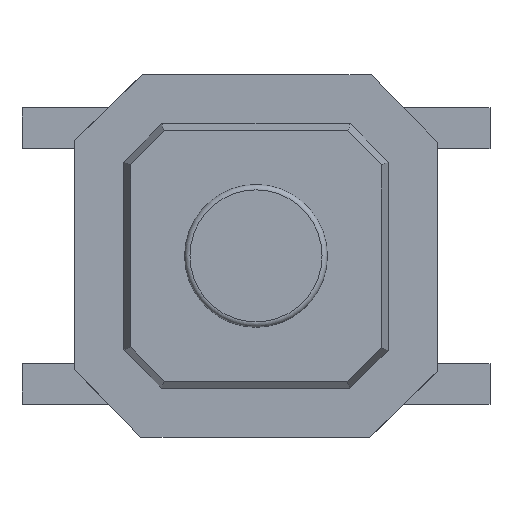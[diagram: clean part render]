
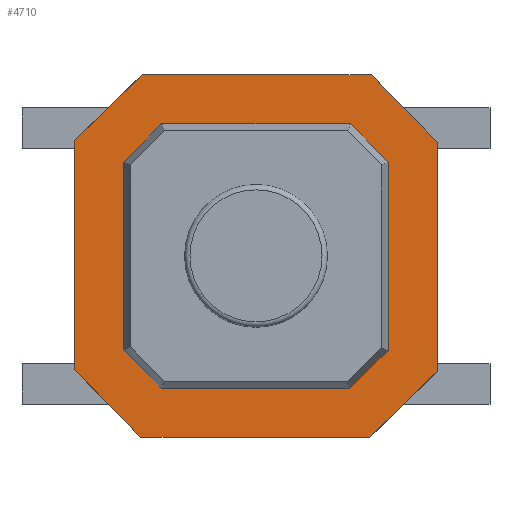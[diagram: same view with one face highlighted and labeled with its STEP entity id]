
A CAD part, top view. The second image highlights one B-rep face of the part: STEP entity #4710.
In plain terms, the highlighted planar face has unit normal (0, 0, 1).
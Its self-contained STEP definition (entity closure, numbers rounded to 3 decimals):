
#396=ORIENTED_EDGE('',*,*,#1370,.T.);
#397=ORIENTED_EDGE('',*,*,#1371,.T.);
#398=ORIENTED_EDGE('',*,*,#1372,.T.);
#399=ORIENTED_EDGE('',*,*,#1373,.T.);
#400=ORIENTED_EDGE('',*,*,#1374,.T.);
#401=ORIENTED_EDGE('',*,*,#1375,.T.);
#402=ORIENTED_EDGE('',*,*,#1376,.T.);
#403=ORIENTED_EDGE('',*,*,#1377,.T.);
#404=ORIENTED_EDGE('',*,*,#1351,.F.);
#405=ORIENTED_EDGE('',*,*,#1360,.F.);
#406=ORIENTED_EDGE('',*,*,#1369,.F.);
#407=ORIENTED_EDGE('',*,*,#1341,.F.);
#408=ORIENTED_EDGE('',*,*,#1337,.F.);
#409=ORIENTED_EDGE('',*,*,#1347,.F.);
#410=ORIENTED_EDGE('',*,*,#1367,.F.);
#411=ORIENTED_EDGE('',*,*,#1364,.F.);
#1337=EDGE_CURVE('',#1828,#1821,#2159,.T.);
#1341=EDGE_CURVE('',#1821,#1832,#2163,.T.);
#1347=EDGE_CURVE('',#1836,#1828,#2169,.T.);
#1351=EDGE_CURVE('',#1840,#1841,#2173,.T.);
#1360=EDGE_CURVE('',#1848,#1840,#2182,.T.);
#1364=EDGE_CURVE('',#1841,#1852,#2186,.T.);
#1367=EDGE_CURVE('',#1852,#1836,#2189,.T.);
#1369=EDGE_CURVE('',#1832,#1848,#2191,.T.);
#1370=EDGE_CURVE('',#1853,#1854,#2192,.T.);
#1371=EDGE_CURVE('',#1854,#1855,#2193,.T.);
#1372=EDGE_CURVE('',#1855,#1856,#2194,.T.);
#1373=EDGE_CURVE('',#1856,#1857,#2195,.T.);
#1374=EDGE_CURVE('',#1857,#1858,#2196,.T.);
#1375=EDGE_CURVE('',#1858,#1859,#2197,.T.);
#1376=EDGE_CURVE('',#1859,#1860,#2198,.T.);
#1377=EDGE_CURVE('',#1860,#1853,#2199,.T.);
#1821=VERTEX_POINT('',#5688);
#1828=VERTEX_POINT('',#5701);
#1832=VERTEX_POINT('',#5711);
#1836=VERTEX_POINT('',#5721);
#1840=VERTEX_POINT('',#5730);
#1841=VERTEX_POINT('',#5732);
#1848=VERTEX_POINT('',#5748);
#1852=VERTEX_POINT('',#5758);
#1853=VERTEX_POINT('',#5768);
#1854=VERTEX_POINT('',#5769);
#1855=VERTEX_POINT('',#5771);
#1856=VERTEX_POINT('',#5773);
#1857=VERTEX_POINT('',#5775);
#1858=VERTEX_POINT('',#5777);
#1859=VERTEX_POINT('',#5779);
#1860=VERTEX_POINT('',#5781);
#2159=LINE('',#5702,#2383);
#2163=LINE('',#5710,#2387);
#2169=LINE('',#5722,#2393);
#2173=LINE('',#5731,#2397);
#2182=LINE('',#5749,#2406);
#2186=LINE('',#5757,#2410);
#2189=LINE('',#5762,#2413);
#2191=LINE('',#5765,#2415);
#2192=LINE('',#5767,#2416);
#2193=LINE('',#5770,#2417);
#2194=LINE('',#5772,#2418);
#2195=LINE('',#5774,#2419);
#2196=LINE('',#5776,#2420);
#2197=LINE('',#5778,#2421);
#2198=LINE('',#5780,#2422);
#2199=LINE('',#5782,#2423);
#2383=VECTOR('',#5122,1000.);
#2387=VECTOR('',#5128,1000.);
#2393=VECTOR('',#5136,1000.);
#2397=VECTOR('',#5142,1000.);
#2406=VECTOR('',#5153,1000.);
#2410=VECTOR('',#5159,1000.);
#2413=VECTOR('',#5164,1000.);
#2415=VECTOR('',#5168,1000.);
#2416=VECTOR('',#5171,1000.);
#2417=VECTOR('',#5172,1000.);
#2418=VECTOR('',#5173,1000.);
#2419=VECTOR('',#5174,1000.);
#2420=VECTOR('',#5175,1000.);
#2421=VECTOR('',#5176,1000.);
#2422=VECTOR('',#5177,1000.);
#2423=VECTOR('',#5178,1000.);
#2608=EDGE_LOOP('',(#396,#397,#398,#399,#400,#401,#402,#403));
#2609=EDGE_LOOP('',(#404,#405,#406,#407,#408,#409,#410,#411));
#2838=FACE_BOUND('',#2608,.T.);
#2839=FACE_BOUND('',#2609,.T.);
#3068=PLANE('',#4945);
#4710=ADVANCED_FACE('',(#2838,#2839),#3068,.F.);
#4945=AXIS2_PLACEMENT_3D('',#5766,#5169,#5170);
#5122=DIRECTION('',(0.,1.,0.));
#5128=DIRECTION('',(0.714,0.701,0.));
#5136=DIRECTION('',(-0.701,0.714,0.));
#5142=DIRECTION('',(0.,-1.,0.));
#5153=DIRECTION('',(0.701,-0.714,0.));
#5159=DIRECTION('',(-0.714,-0.701,0.));
#5164=DIRECTION('',(-1.,0.,0.));
#5168=DIRECTION('',(1.,0.,0.));
#5169=DIRECTION('',(0.,0.,-1.));
#5170=DIRECTION('',(-1.,0.,0.));
#5171=DIRECTION('',(1.,0.,0.));
#5172=DIRECTION('',(0.701,-0.714,0.));
#5173=DIRECTION('',(0.,-1.,0.));
#5174=DIRECTION('',(-0.714,-0.701,0.));
#5175=DIRECTION('',(-1.,0.,0.));
#5176=DIRECTION('',(-0.701,0.714,0.));
#5177=DIRECTION('',(0.,1.,0.));
#5178=DIRECTION('',(0.701,0.714,0.));
#5688=CARTESIAN_POINT('',(-2.55,1.618,0.838));
#5701=CARTESIAN_POINT('',(-2.55,-1.6,0.838));
#5702=CARTESIAN_POINT('',(-2.55,-1.6,0.838));
#5710=CARTESIAN_POINT('',(-2.55,1.618,0.838));
#5711=CARTESIAN_POINT('',(-1.6,2.55,0.838));
#5721=CARTESIAN_POINT('',(-1.618,-2.55,0.838));
#5722=CARTESIAN_POINT('',(-1.618,-2.55,0.838));
#5730=CARTESIAN_POINT('',(2.55,1.6,0.838));
#5731=CARTESIAN_POINT('',(2.55,1.6,0.838));
#5732=CARTESIAN_POINT('',(2.55,-1.618,0.838));
#5748=CARTESIAN_POINT('',(1.618,2.55,0.838));
#5749=CARTESIAN_POINT('',(1.618,2.55,0.838));
#5757=CARTESIAN_POINT('',(2.55,-1.618,0.838));
#5758=CARTESIAN_POINT('',(1.6,-2.55,0.838));
#5762=CARTESIAN_POINT('',(1.6,-2.55,0.838));
#5765=CARTESIAN_POINT('',(-1.6,2.55,0.838));
#5766=CARTESIAN_POINT('',(0.,0.,0.838));
#5767=CARTESIAN_POINT('',(0.,1.857,0.838));
#5768=CARTESIAN_POINT('',(-1.327,1.857,0.838));
#5769=CARTESIAN_POINT('',(1.327,1.857,0.838));
#5770=CARTESIAN_POINT('',(1.604,1.574,0.838));
#5771=CARTESIAN_POINT('',(1.857,1.317,0.838));
#5772=CARTESIAN_POINT('',(1.857,0.,0.838));
#5773=CARTESIAN_POINT('',(1.857,-1.327,0.838));
#5774=CARTESIAN_POINT('',(1.574,-1.604,0.838));
#5775=CARTESIAN_POINT('',(1.317,-1.857,0.838));
#5776=CARTESIAN_POINT('',(0.,-1.857,0.838));
#5777=CARTESIAN_POINT('',(-1.327,-1.857,0.838));
#5778=CARTESIAN_POINT('',(-1.604,-1.574,0.838));
#5779=CARTESIAN_POINT('',(-1.857,-1.317,0.838));
#5780=CARTESIAN_POINT('',(-1.857,0.,0.838));
#5781=CARTESIAN_POINT('',(-1.857,1.317,0.838));
#5782=CARTESIAN_POINT('',(-1.604,1.574,0.838));
